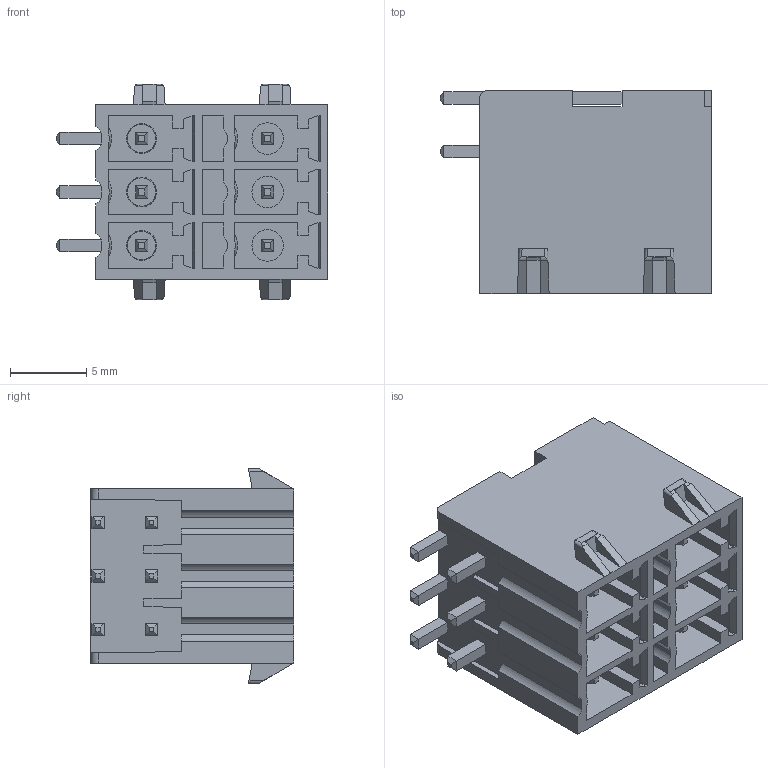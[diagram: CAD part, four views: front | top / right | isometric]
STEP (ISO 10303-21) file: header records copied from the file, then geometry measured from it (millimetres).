
FILE_DESCRIPTION((''),'2;1');
FILE_NAME('TLPHDL-007R-28P-X','2022-05-20T',('yanfa'),(''),'PRO/ENGINEER BY PARAMETRIC TECHNOLOGY CORPORATION, 2013240','PRO/ENGINEER BY PARAMETRIC TECHNOLOGY CORPORATION, 2013240','');
FILE_SCHEMA(('CONFIG_CONTROL_DESIGN'));
Length unit declared in the file: millimetre
Products named in the file (1): TLPHDL-007R-28P-X
Bounding box: 17.8 x 13.3 x 14.1 mm (x, y, z)
Volume: 1615.3 mm3; surface area: 2284.2 mm2
Topology: 1 solids, 1 shells, 383 faces, 998 edges, 644 vertices
Faces by surface type: plane 333, cylinder 38, cone 12
Entity records: 11596 total; most frequent: CARTESIAN_POINT 2171, ORIENTED_EDGE 1996, DIRECTION 1802, EDGE_CURVE 998, VECTOR 884, LINE 884, VERTEX_POINT 644, AXIS2_PLACEMENT_3D 459
